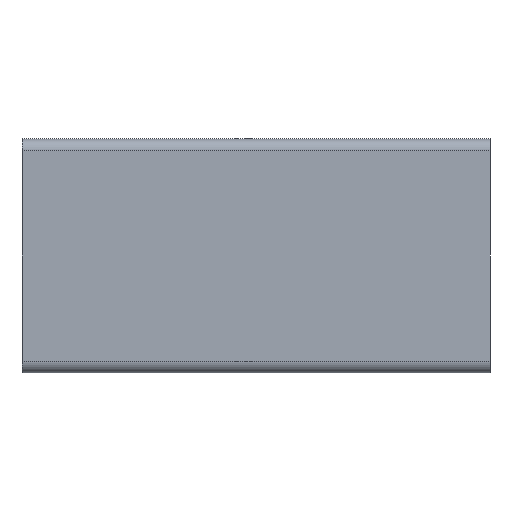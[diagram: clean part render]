
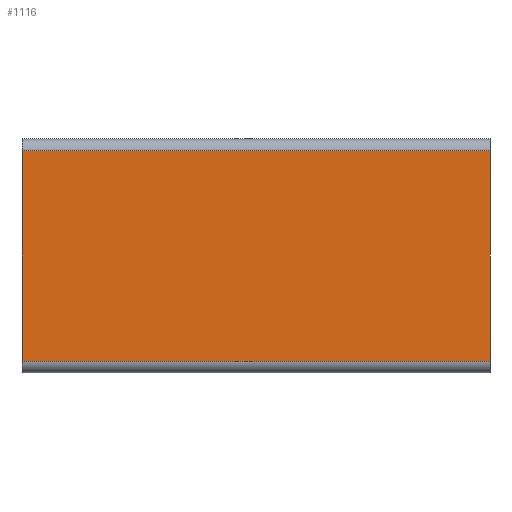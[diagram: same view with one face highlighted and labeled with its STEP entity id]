
A CAD part, front view. The second image highlights one B-rep face of the part: STEP entity #1116.
In plain terms, the highlighted planar face has unit normal (0, -1, 0).
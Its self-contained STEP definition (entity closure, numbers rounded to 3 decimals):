
#47 = VECTOR ( 'NONE', #310, 1000. ) ;
#122 = ORIENTED_EDGE ( 'NONE', *, *, #692, .F. ) ;
#151 = DIRECTION ( 'NONE',  ( 0., 0., 1. ) ) ;
#175 = ORIENTED_EDGE ( 'NONE', *, *, #388, .T. ) ;
#278 = CARTESIAN_POINT ( 'NONE',  ( -40.816, 34.898, 22.5 ) ) ;
#283 = VERTEX_POINT ( 'NONE', #981 ) ;
#286 = EDGE_CURVE ( 'NONE', #991, #844, #1058, .T. ) ;
#310 = DIRECTION ( 'NONE',  ( 0., 0., -1. ) ) ;
#369 = AXIS2_PLACEMENT_3D ( 'NONE', #667, #1021, #151 ) ;
#388 = EDGE_CURVE ( 'NONE', #620, #991, #892, .T. ) ;
#443 = LINE ( 'NONE', #494, #47 ) ;
#467 = VECTOR ( 'NONE', #479, 1000. ) ;
#479 = DIRECTION ( 'NONE',  ( -1., 0., 0. ) ) ;
#491 = CARTESIAN_POINT ( 'NONE',  ( 59.184, 34.898, 22.5 ) ) ;
#494 = CARTESIAN_POINT ( 'NONE',  ( 59.184, 34.898, 22.5 ) ) ;
#563 = ORIENTED_EDGE ( 'NONE', *, *, #286, .T. ) ;
#584 = PLANE ( 'NONE',  #369 ) ;
#595 = CARTESIAN_POINT ( 'NONE',  ( -40.816, 34.898, -22.5 ) ) ;
#620 = VERTEX_POINT ( 'NONE', #491 ) ;
#658 = VECTOR ( 'NONE', #716, 1000. ) ;
#667 = CARTESIAN_POINT ( 'NONE',  ( 59.184, 34.898, 22.5 ) ) ;
#692 = EDGE_CURVE ( 'NONE', #620, #283, #443, .T. ) ;
#709 = VECTOR ( 'NONE', #876, 1000. ) ;
#716 = DIRECTION ( 'NONE',  ( 0., 0., -1. ) ) ;
#792 = FACE_OUTER_BOUND ( 'NONE', #1082, .T. ) ;
#839 = LINE ( 'NONE', #1141, #709 ) ;
#844 = VERTEX_POINT ( 'NONE', #595 ) ;
#876 = DIRECTION ( 'NONE',  ( -1., 0., 0. ) ) ;
#887 = EDGE_CURVE ( 'NONE', #283, #844, #839, .T. ) ;
#892 = LINE ( 'NONE', #1087, #467 ) ;
#981 = CARTESIAN_POINT ( 'NONE',  ( 59.184, 34.898, -22.5 ) ) ;
#991 = VERTEX_POINT ( 'NONE', #1079 ) ;
#993 = ORIENTED_EDGE ( 'NONE', *, *, #887, .F. ) ;
#1021 = DIRECTION ( 'NONE',  ( 0., 1., 0. ) ) ;
#1058 = LINE ( 'NONE', #278, #658 ) ;
#1079 = CARTESIAN_POINT ( 'NONE',  ( -40.816, 34.898, 22.5 ) ) ;
#1082 = EDGE_LOOP ( 'NONE', ( #563, #993, #122, #175 ) ) ;
#1087 = CARTESIAN_POINT ( 'NONE',  ( 59.184, 34.898, 22.5 ) ) ;
#1116 = ADVANCED_FACE ( 'NONE', ( #792 ), #584, .F. ) ;
#1141 = CARTESIAN_POINT ( 'NONE',  ( 59.184, 34.898, -22.5 ) ) ;
